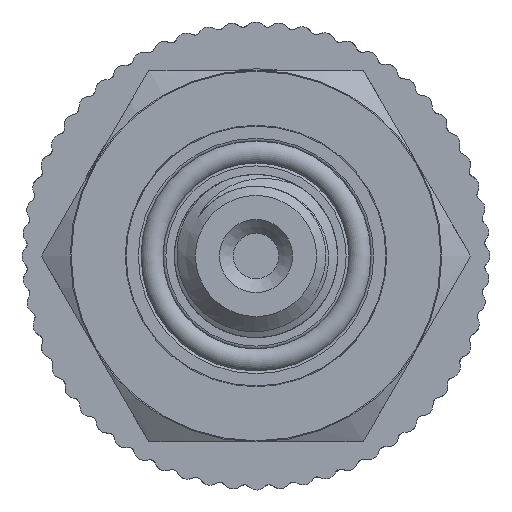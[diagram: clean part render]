
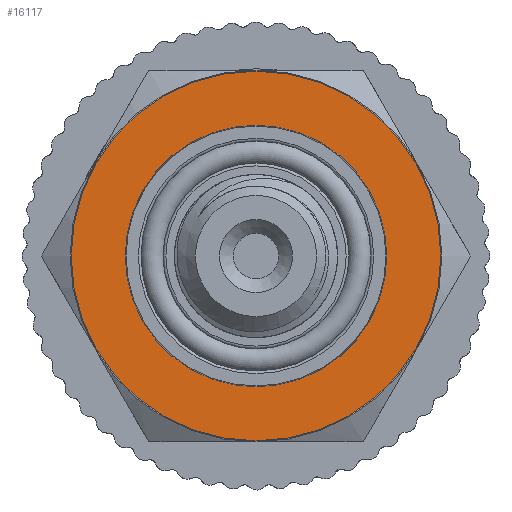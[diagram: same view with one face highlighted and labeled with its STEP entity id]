
A CAD part, left-side view. The second image highlights one B-rep face of the part: STEP entity #16117.
In plain terms, the highlighted planar face has unit normal (-1, 0, 0).
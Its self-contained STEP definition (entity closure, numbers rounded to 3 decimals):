
#215=PLANE('',#17001);
#915=FACE_BOUND('',#2193,.T.);
#1256=FACE_OUTER_BOUND('',#2192,.T.);
#2192=EDGE_LOOP('',(#12300));
#2193=EDGE_LOOP('',(#12301));
#2939=CIRCLE('',#17002,13.425);
#2940=CIRCLE('',#17003,9.5);
#7043=VERTEX_POINT('',#33341);
#7044=VERTEX_POINT('',#33343);
#8992=EDGE_CURVE('',#7043,#7043,#2939,.T.);
#8993=EDGE_CURVE('',#7044,#7044,#2940,.T.);
#12300=ORIENTED_EDGE('',*,*,#8992,.F.);
#12301=ORIENTED_EDGE('',*,*,#8993,.T.);
#16117=ADVANCED_FACE('',(#1256,#915),#215,.F.);
#17001=AXIS2_PLACEMENT_3D('',#33340,#18429,#18430);
#17002=AXIS2_PLACEMENT_3D('',#33342,#18431,#18432);
#17003=AXIS2_PLACEMENT_3D('',#33344,#18433,#18434);
#18429=DIRECTION('center_axis',(1.,0.,0.));
#18430=DIRECTION('ref_axis',(0.,0.,-1.));
#18431=DIRECTION('center_axis',(1.,0.,0.));
#18432=DIRECTION('ref_axis',(0.,1.,0.));
#18433=DIRECTION('center_axis',(1.,0.,0.));
#18434=DIRECTION('ref_axis',(0.,0.,-1.));
#33340=CARTESIAN_POINT('Origin',(-48.,9.5,0.));
#33341=CARTESIAN_POINT('',(-48.,-13.425,0.));
#33342=CARTESIAN_POINT('Origin',(-48.,0.,0.));
#33343=CARTESIAN_POINT('',(-48.,-9.5,0.));
#33344=CARTESIAN_POINT('Origin',(-48.,0.,0.));
